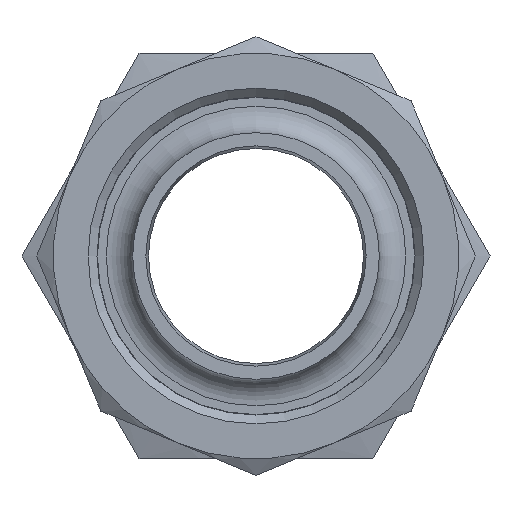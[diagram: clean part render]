
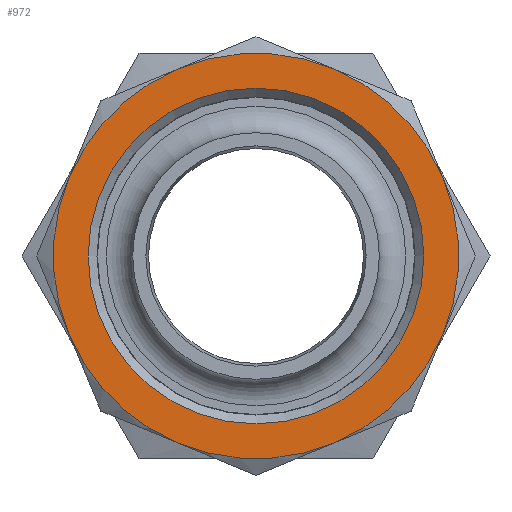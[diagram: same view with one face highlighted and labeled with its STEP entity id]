
A CAD part, left-side view. The second image highlights one B-rep face of the part: STEP entity #972.
In plain terms, the highlighted planar face has unit normal (-1, 0, 0).
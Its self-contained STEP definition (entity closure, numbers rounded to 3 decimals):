
#114=PLANE($,#1057);
#152=FACE_BOUND($,#263,.T.);
#190=FACE_OUTER_BOUND($,#262,.T.);
#262=EDGE_LOOP($,(#645,#646,#647,#648,#649,#650,#651,#652));
#263=EDGE_LOOP($,(#653));
#367=CIRCLE($,#1054,19.05);
#369=CIRCLE($,#1058,23.);
#370=CIRCLE($,#1059,23.);
#371=CIRCLE($,#1060,23.);
#372=CIRCLE($,#1061,23.);
#373=CIRCLE($,#1062,23.);
#374=CIRCLE($,#1063,23.);
#375=CIRCLE($,#1064,23.);
#376=CIRCLE($,#1065,23.);
#426=VERTEX_POINT($,#1492);
#428=VERTEX_POINT($,#1498);
#429=VERTEX_POINT($,#1499);
#430=VERTEX_POINT($,#1501);
#431=VERTEX_POINT($,#1503);
#432=VERTEX_POINT($,#1505);
#433=VERTEX_POINT($,#1507);
#434=VERTEX_POINT($,#1509);
#435=VERTEX_POINT($,#1511);
#513=EDGE_CURVE($,#426,#426,#367,.T.);
#515=EDGE_CURVE($,#428,#429,#369,.T.);
#516=EDGE_CURVE($,#430,#428,#370,.T.);
#517=EDGE_CURVE($,#431,#430,#371,.T.);
#518=EDGE_CURVE($,#432,#431,#372,.T.);
#519=EDGE_CURVE($,#433,#432,#373,.T.);
#520=EDGE_CURVE($,#434,#433,#374,.T.);
#521=EDGE_CURVE($,#435,#434,#375,.T.);
#522=EDGE_CURVE($,#429,#435,#376,.T.);
#645=ORIENTED_EDGE($,*,*,#515,.F.);
#646=ORIENTED_EDGE($,*,*,#516,.F.);
#647=ORIENTED_EDGE($,*,*,#517,.F.);
#648=ORIENTED_EDGE($,*,*,#518,.F.);
#649=ORIENTED_EDGE($,*,*,#519,.F.);
#650=ORIENTED_EDGE($,*,*,#520,.F.);
#651=ORIENTED_EDGE($,*,*,#521,.F.);
#652=ORIENTED_EDGE($,*,*,#522,.F.);
#653=ORIENTED_EDGE($,*,*,#513,.F.);
#972=ADVANCED_FACE($,(#190,#152),#114,.T.);
#1054=AXIS2_PLACEMENT_3D($,#1493,#1198,#1199);
#1057=AXIS2_PLACEMENT_3D($,#1497,#1204,#1205);
#1058=AXIS2_PLACEMENT_3D($,#1500,#1206,#1207);
#1059=AXIS2_PLACEMENT_3D($,#1502,#1208,#1209);
#1060=AXIS2_PLACEMENT_3D($,#1504,#1210,#1211);
#1061=AXIS2_PLACEMENT_3D($,#1506,#1212,#1213);
#1062=AXIS2_PLACEMENT_3D($,#1508,#1214,#1215);
#1063=AXIS2_PLACEMENT_3D($,#1510,#1216,#1217);
#1064=AXIS2_PLACEMENT_3D($,#1512,#1218,#1219);
#1065=AXIS2_PLACEMENT_3D($,#1513,#1220,#1221);
#1198=DIRECTION('center_axis',(-1.,0.,0.));
#1199=DIRECTION('ref_axis',(0.,0.,1.));
#1204=DIRECTION('center_axis',(-1.,0.,0.));
#1205=DIRECTION('ref_axis',(0.,0.,1.));
#1206=DIRECTION('center_axis',(1.,0.,0.));
#1207=DIRECTION('ref_axis',(0.,1.,0.));
#1208=DIRECTION('center_axis',(1.,0.,0.));
#1209=DIRECTION('ref_axis',(0.,1.,0.));
#1210=DIRECTION('center_axis',(1.,0.,0.));
#1211=DIRECTION('ref_axis',(0.,1.,0.));
#1212=DIRECTION('center_axis',(1.,0.,0.));
#1213=DIRECTION('ref_axis',(0.,1.,0.));
#1214=DIRECTION('center_axis',(1.,0.,0.));
#1215=DIRECTION('ref_axis',(0.,1.,0.));
#1216=DIRECTION('center_axis',(1.,0.,0.));
#1217=DIRECTION('ref_axis',(0.,1.,0.));
#1218=DIRECTION('center_axis',(1.,0.,0.));
#1219=DIRECTION('ref_axis',(0.,1.,0.));
#1220=DIRECTION('center_axis',(1.,0.,0.));
#1221=DIRECTION('ref_axis',(0.,1.,0.));
#1492=CARTESIAN_POINT('',(0.,0.,
-19.05));
#1493=CARTESIAN_POINT('Origin',(0.,0.,
0.));
#1497=CARTESIAN_POINT('Origin',(0.,11.5,0.));
#1498=CARTESIAN_POINT('',(0.,21.249,8.802));
#1499=CARTESIAN_POINT('',(0.,8.802,21.249));
#1500=CARTESIAN_POINT('Origin',(0.,0.,
0.));
#1501=CARTESIAN_POINT('',(0.,21.249,-8.802));
#1502=CARTESIAN_POINT('Origin',(0.,0.,
0.));
#1503=CARTESIAN_POINT('',(0.,8.802,-21.249));
#1504=CARTESIAN_POINT('Origin',(0.,0.,
0.));
#1505=CARTESIAN_POINT('',(0.,-8.802,-21.249));
#1506=CARTESIAN_POINT('Origin',(0.,0.,
0.));
#1507=CARTESIAN_POINT('',(0.,-21.249,-8.802));
#1508=CARTESIAN_POINT('Origin',(0.,0.,
0.));
#1509=CARTESIAN_POINT('',(0.,-21.249,8.802));
#1510=CARTESIAN_POINT('Origin',(0.,0.,
0.));
#1511=CARTESIAN_POINT('',(0.,-8.802,21.249));
#1512=CARTESIAN_POINT('Origin',(0.,0.,
0.));
#1513=CARTESIAN_POINT('Origin',(0.,0.,
0.));
